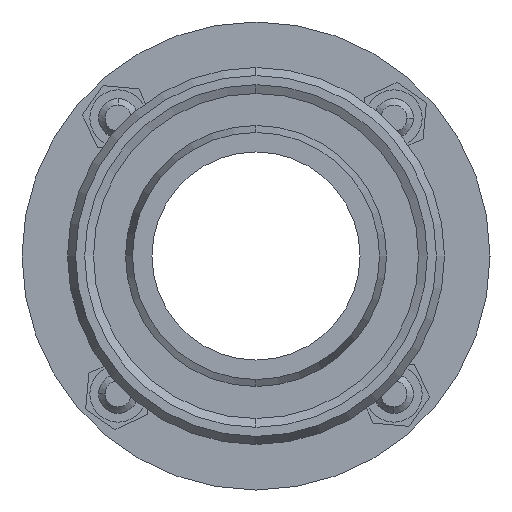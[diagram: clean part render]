
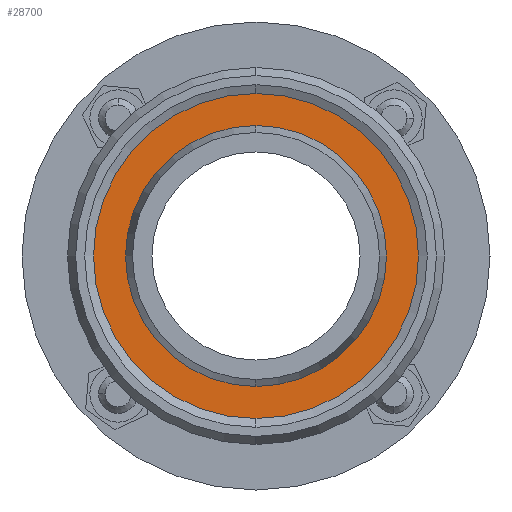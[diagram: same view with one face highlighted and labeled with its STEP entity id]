
A CAD part, left-side view. The second image highlights one B-rep face of the part: STEP entity #28700.
In plain terms, the highlighted planar face has unit normal (-1, 0, 0).
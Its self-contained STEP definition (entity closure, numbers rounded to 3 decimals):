
#23 = VERTEX_POINT ( 'NONE', #1911 ) ;
#389 = DIRECTION ( 'NONE',  ( 0., 0., 1. ) ) ;
#1093 = EDGE_CURVE ( 'NONE', #3064, #23, #4736, .T. ) ;
#1346 = CARTESIAN_POINT ( 'NONE',  ( -67., 0., 0. ) ) ;
#1911 = CARTESIAN_POINT ( 'NONE',  ( -67., 0., -26.35 ) ) ;
#2598 = VERTEX_POINT ( 'NONE', #29212 ) ;
#2868 = EDGE_LOOP ( 'NONE', ( #9714, #24630 ) ) ;
#3064 = VERTEX_POINT ( 'NONE', #16562 ) ;
#4736 = CIRCLE ( 'NONE', #28437, 26.35 ) ;
#4962 = DIRECTION ( 'NONE',  ( 0., 0., -1. ) ) ;
#6871 = AXIS2_PLACEMENT_3D ( 'NONE', #11667, #20702, #389 ) ;
#7780 = FACE_BOUND ( 'NONE', #27456, .T. ) ;
#8583 = DIRECTION ( 'NONE',  ( 0., 0., 1. ) ) ;
#9714 = ORIENTED_EDGE ( 'NONE', *, *, #1093, .T. ) ;
#10938 = AXIS2_PLACEMENT_3D ( 'NONE', #26452, #14193, #23241 ) ;
#11216 = ORIENTED_EDGE ( 'NONE', *, *, #26481, .F. ) ;
#11667 = CARTESIAN_POINT ( 'NONE',  ( -67., 0., 0. ) ) ;
#14193 = DIRECTION ( 'NONE',  ( -1., 0., 0. ) ) ;
#15504 = AXIS2_PLACEMENT_3D ( 'NONE', #25456, #25745, #4962 ) ;
#16247 = PLANE ( 'NONE',  #15504 ) ;
#16562 = CARTESIAN_POINT ( 'NONE',  ( -67., 0., 26.35 ) ) ;
#16841 = FACE_OUTER_BOUND ( 'NONE', #2868, .T. ) ;
#17010 = VERTEX_POINT ( 'NONE', #28541 ) ;
#17294 = CIRCLE ( 'NONE', #6871, 18.6 ) ;
#18563 = AXIS2_PLACEMENT_3D ( 'NONE', #26811, #24437, #22224 ) ;
#18994 = CIRCLE ( 'NONE', #10938, 18.6 ) ;
#20702 = DIRECTION ( 'NONE',  ( -1., 0., 0. ) ) ;
#21149 = EDGE_CURVE ( 'NONE', #17010, #2598, #18994, .T. ) ;
#22138 = EDGE_CURVE ( 'NONE', #23, #3064, #25686, .T. ) ;
#22224 = DIRECTION ( 'NONE',  ( 0., 0., 1. ) ) ;
#23241 = DIRECTION ( 'NONE',  ( 0., 0., 1. ) ) ;
#23840 = ORIENTED_EDGE ( 'NONE', *, *, #21149, .F. ) ;
#24437 = DIRECTION ( 'NONE',  ( -1., 0., 0. ) ) ;
#24630 = ORIENTED_EDGE ( 'NONE', *, *, #22138, .T. ) ;
#25456 = CARTESIAN_POINT ( 'NONE',  ( -67., 26.35, 0. ) ) ;
#25686 = CIRCLE ( 'NONE', #18563, 26.35 ) ;
#25745 = DIRECTION ( 'NONE',  ( 1., 0., 0. ) ) ;
#26452 = CARTESIAN_POINT ( 'NONE',  ( -67., 0., 0. ) ) ;
#26481 = EDGE_CURVE ( 'NONE', #2598, #17010, #17294, .T. ) ;
#26811 = CARTESIAN_POINT ( 'NONE',  ( -67., 0., 0. ) ) ;
#27456 = EDGE_LOOP ( 'NONE', ( #11216, #23840 ) ) ;
#28437 = AXIS2_PLACEMENT_3D ( 'NONE', #1346, #28909, #8583 ) ;
#28541 = CARTESIAN_POINT ( 'NONE',  ( -67., 0., -18.6 ) ) ;
#28700 = ADVANCED_FACE ( 'NONE', ( #7780, #16841 ), #16247, .F. ) ;
#28909 = DIRECTION ( 'NONE',  ( -1., 0., 0. ) ) ;
#29212 = CARTESIAN_POINT ( 'NONE',  ( -67., 0., 18.6 ) ) ;
